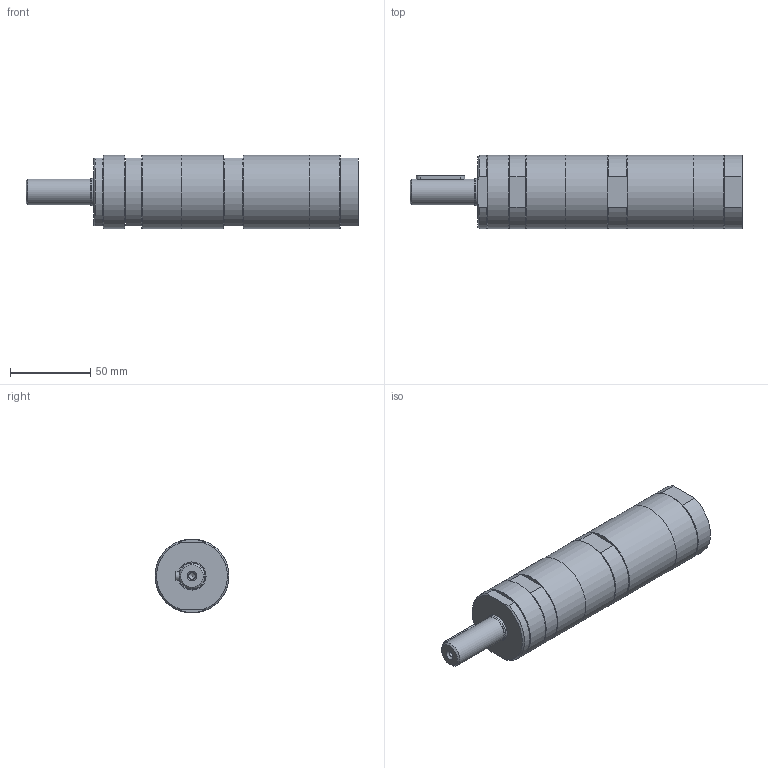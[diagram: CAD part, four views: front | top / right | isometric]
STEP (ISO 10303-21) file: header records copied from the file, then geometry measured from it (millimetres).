
FILE_DESCRIPTION(/* description */ (''),/* implementation_level */ '2;1');
FILE_NAME(/* name */ 'MUD 53-390_60025157.stp',/* time_stamp */ '2018-11-30T14:12:56+01:00',/* author */ ('flambert'),/* organization */ (''),/* preprocessor_version */ 'ST-DEVELOPER v17',/* originating_system */ 'Autodesk Inventor 2018',/* authorisation */ '');
FILE_SCHEMA (('AUTOMOTIVE_DESIGN { 1 0 10303 214 3 1 1 }'));
Length unit declared in the file: millimetre
Products named in the file (1): MUD 53-390_60025157
Bounding box: 206.5 x 46 x 46 mm (x, y, z)
Volume: 275188.3 mm3; surface area: 33922.4 mm2
Topology: 1 solids, 3 shells, 171 faces, 445 edges, 296 vertices
Faces by surface type: plane 100, cylinder 34, cone 28, bspline 7, torus 2
Full cylindrical faces by diameter (mm): 4.134 x1, 11.445 x2, 16 x1, 16.95 x1, 17.5 x1, 18.631 x1, 19.564 x1, 21.5 x1, 23 x1, 38 x1, 38.376 x1, 46 x5
Entity records: 5573 total; most frequent: CARTESIAN_POINT 1085, ORIENTED_EDGE 888, DIRECTION 887, EDGE_CURVE 444, AXIS2_PLACEMENT_3D 318, VERTEX_POINT 296, LINE 251, VECTOR 251
